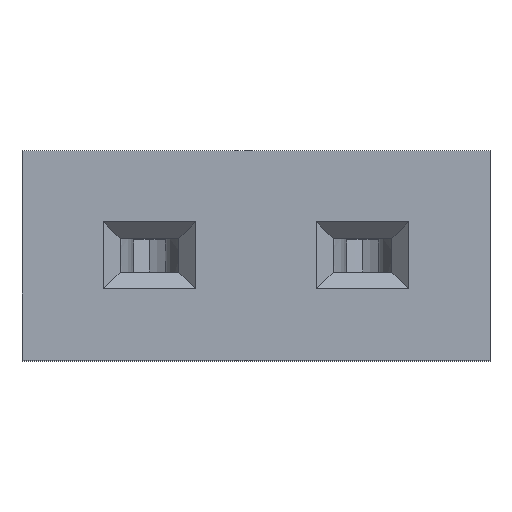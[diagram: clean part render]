
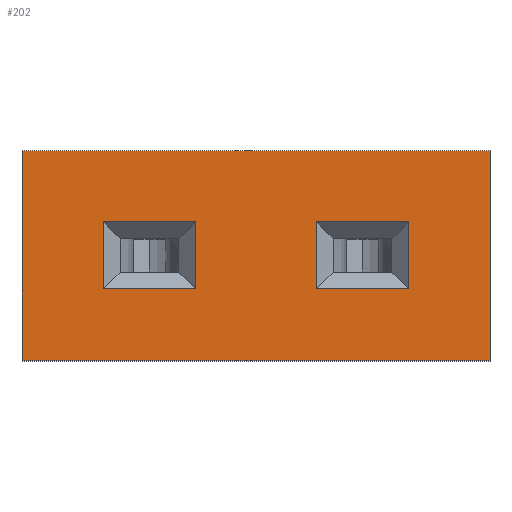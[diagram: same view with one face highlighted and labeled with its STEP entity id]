
A CAD part, top view. The second image highlights one B-rep face of the part: STEP entity #202.
In plain terms, the highlighted planar face has unit normal (0, 0, 1).
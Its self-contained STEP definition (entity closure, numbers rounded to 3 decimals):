
#202 = ADVANCED_FACE( '', ( #395, #396, #397 ), #398, .F. );
#395 = FACE_BOUND( '', #591, .T. );
#396 = FACE_BOUND( '', #592, .T. );
#397 = FACE_OUTER_BOUND( '', #593, .T. );
#398 = PLANE( '', #594 );
#591 = EDGE_LOOP( '', ( #1009, #1010, #1011, #1012 ) );
#592 = EDGE_LOOP( '', ( #1013, #1014, #1015, #1016 ) );
#593 = EDGE_LOOP( '', ( #1017, #1018, #1019, #1020 ) );
#594 = AXIS2_PLACEMENT_3D( '', #1021, #1022, #1023 );
#1009 = ORIENTED_EDGE( '', *, *, #1242, .T. );
#1010 = ORIENTED_EDGE( '', *, *, #1405, .T. );
#1011 = ORIENTED_EDGE( '', *, *, #1398, .T. );
#1012 = ORIENTED_EDGE( '', *, *, #1236, .T. );
#1013 = ORIENTED_EDGE( '', *, *, #1326, .T. );
#1014 = ORIENTED_EDGE( '', *, *, #1357, .T. );
#1015 = ORIENTED_EDGE( '', *, *, #1280, .T. );
#1016 = ORIENTED_EDGE( '', *, *, #1259, .T. );
#1017 = ORIENTED_EDGE( '', *, *, #1406, .T. );
#1018 = ORIENTED_EDGE( '', *, *, #1394, .F. );
#1019 = ORIENTED_EDGE( '', *, *, #1407, .F. );
#1020 = ORIENTED_EDGE( '', *, *, #1299, .T. );
#1021 = CARTESIAN_POINT( '', ( 2.79, -1.25, 4.25 ) );
#1022 = DIRECTION( '', ( 0., 0., -1. ) );
#1023 = DIRECTION( '', ( -1., 0., 0. ) );
#1236 = EDGE_CURVE( '', #1458, #1455, #1459, .T. );
#1242 = EDGE_CURVE( '', #1455, #1466, #1468, .T. );
#1259 = EDGE_CURVE( '', #1496, #1493, #1497, .T. );
#1280 = EDGE_CURVE( '', #1533, #1496, #1534, .T. );
#1299 = EDGE_CURVE( '', #1563, #1561, #1564, .T. );
#1326 = EDGE_CURVE( '', #1493, #1606, #1608, .T. );
#1357 = EDGE_CURVE( '', #1606, #1533, #1656, .T. );
#1394 = EDGE_CURVE( '', #1705, #1707, #1708, .T. );
#1398 = EDGE_CURVE( '', #1713, #1458, #1714, .T. );
#1405 = EDGE_CURVE( '', #1466, #1713, #1722, .T. );
#1406 = EDGE_CURVE( '', #1561, #1707, #1723, .T. );
#1407 = EDGE_CURVE( '', #1563, #1705, #1724, .T. );
#1455 = VERTEX_POINT( '', #1777 );
#1458 = VERTEX_POINT( '', #1781 );
#1459 = LINE( '', #1782, #1783 );
#1466 = VERTEX_POINT( '', #1793 );
#1468 = LINE( '', #1796, #1797 );
#1493 = VERTEX_POINT( '', #1833 );
#1496 = VERTEX_POINT( '', #1837 );
#1497 = LINE( '', #1838, #1839 );
#1533 = VERTEX_POINT( '', #1892 );
#1534 = LINE( '', #1893, #1894 );
#1561 = VERTEX_POINT( '', #1935 );
#1563 = VERTEX_POINT( '', #1938 );
#1564 = LINE( '', #1939, #1940 );
#1606 = VERTEX_POINT( '', #2001 );
#1608 = LINE( '', #2004, #2005 );
#1656 = LINE( '', #2083, #2084 );
#1705 = VERTEX_POINT( '', #2167 );
#1707 = VERTEX_POINT( '', #2170 );
#1708 = LINE( '', #2171, #2172 );
#1713 = VERTEX_POINT( '', #2179 );
#1714 = LINE( '', #2180, #2181 );
#1722 = LINE( '', #2193, #2194 );
#1723 = LINE( '', #2195, #2196 );
#1724 = LINE( '', #2197, #2198 );
#1777 = CARTESIAN_POINT( '', ( 1.82, -0.4, 4.25 ) );
#1781 = CARTESIAN_POINT( '', ( 1.82, 0.4, 4.25 ) );
#1782 = CARTESIAN_POINT( '', ( 1.82, -1.25, 4.25 ) );
#1783 = VECTOR( '', #2255, 1000. );
#1793 = CARTESIAN_POINT( '', ( 0.72, -0.4, 4.25 ) );
#1796 = CARTESIAN_POINT( '', ( 2.79, -0.4, 4.25 ) );
#1797 = VECTOR( '', #2260, 1000. );
#1833 = CARTESIAN_POINT( '', ( -0.72, -0.4, 4.25 ) );
#1837 = CARTESIAN_POINT( '', ( -0.72, 0.4, 4.25 ) );
#1838 = CARTESIAN_POINT( '', ( -0.72, -1.25, 4.25 ) );
#1839 = VECTOR( '', #2273, 1000. );
#1892 = CARTESIAN_POINT( '', ( -1.82, 0.4, 4.25 ) );
#1893 = CARTESIAN_POINT( '', ( 2.79, 0.4, 4.25 ) );
#1894 = VECTOR( '', #2291, 1000. );
#1935 = CARTESIAN_POINT( '', ( 2.79, 1.25, 4.25 ) );
#1938 = CARTESIAN_POINT( '', ( 2.79, -1.25, 4.25 ) );
#1939 = CARTESIAN_POINT( '', ( 2.79, -1.25, 4.25 ) );
#1940 = VECTOR( '', #2307, 1000. );
#2001 = CARTESIAN_POINT( '', ( -1.82, -0.4, 4.25 ) );
#2004 = CARTESIAN_POINT( '', ( 2.79, -0.4, 4.25 ) );
#2005 = VECTOR( '', #2328, 1000. );
#2083 = CARTESIAN_POINT( '', ( -1.82, -1.25, 4.25 ) );
#2084 = VECTOR( '', #2358, 1000. );
#2167 = CARTESIAN_POINT( '', ( -2.79, -1.25, 4.25 ) );
#2170 = CARTESIAN_POINT( '', ( -2.79, 1.25, 4.25 ) );
#2171 = CARTESIAN_POINT( '', ( -2.79, -1.25, 4.25 ) );
#2172 = VECTOR( '', #2387, 1000. );
#2179 = CARTESIAN_POINT( '', ( 0.72, 0.4, 4.25 ) );
#2180 = CARTESIAN_POINT( '', ( 2.79, 0.4, 4.25 ) );
#2181 = VECTOR( '', #2390, 1000. );
#2193 = CARTESIAN_POINT( '', ( 0.72, -1.25, 4.25 ) );
#2194 = VECTOR( '', #2395, 1000. );
#2195 = CARTESIAN_POINT( '', ( 2.79, 1.25, 4.25 ) );
#2196 = VECTOR( '', #2396, 1000. );
#2197 = CARTESIAN_POINT( '', ( 2.79, -1.25, 4.25 ) );
#2198 = VECTOR( '', #2397, 1000. );
#2255 = DIRECTION( '', ( 0., -1., 0. ) );
#2260 = DIRECTION( '', ( -1., 0., 0. ) );
#2273 = DIRECTION( '', ( 0., -1., 0. ) );
#2291 = DIRECTION( '', ( 1., 0., 0. ) );
#2307 = DIRECTION( '', ( 0., 1., 0. ) );
#2328 = DIRECTION( '', ( -1., 0., 0. ) );
#2358 = DIRECTION( '', ( 0., 1., 0. ) );
#2387 = DIRECTION( '', ( 0., 1., 0. ) );
#2390 = DIRECTION( '', ( 1., 0., 0. ) );
#2395 = DIRECTION( '', ( 0., 1., 0. ) );
#2396 = DIRECTION( '', ( -1., 0., 0. ) );
#2397 = DIRECTION( '', ( -1., 0., 0. ) );
